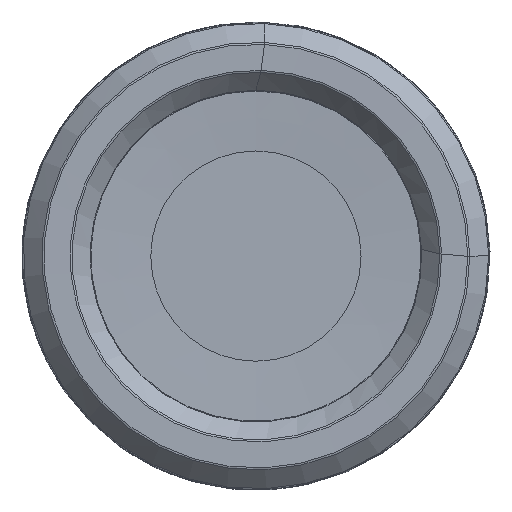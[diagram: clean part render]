
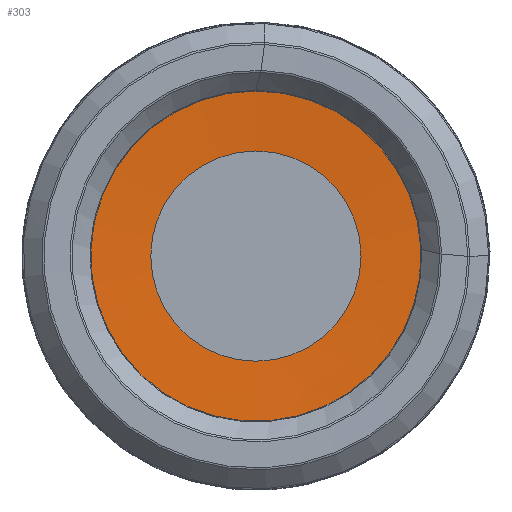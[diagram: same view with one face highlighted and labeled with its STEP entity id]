
A CAD part, left-side view. The second image highlights one B-rep face of the part: STEP entity #303.
In plain terms, the highlighted conical face has half-angle 87 degrees and reference radius 50.67 mm.
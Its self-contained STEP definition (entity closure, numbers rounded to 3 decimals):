
#59=CONICAL_SURFACE('',#911,50.67,87.);
#103=FACE_BOUND('',#429,.T.);
#104=FACE_BOUND('',#430,.T.);
#303=ADVANCED_FACE('',(#103,#104),#59,.F.);
#429=EDGE_LOOP('',(#662));
#430=EDGE_LOOP('',(#663));
#507=CIRCLE('',#909,50.67);
#508=CIRCLE('',#910,30.843);
#662=ORIENTED_EDGE('',*,*,#808,.F.);
#663=ORIENTED_EDGE('',*,*,#807,.T.);
#724=VERTEX_POINT('',#1805);
#725=VERTEX_POINT('',#1824);
#807=EDGE_CURVE('',#724,#724,#507,.T.);
#808=EDGE_CURVE('',#725,#725,#508,.T.);
#909=AXIS2_PLACEMENT_3D('',#1804,#1070,#1071);
#910=AXIS2_PLACEMENT_3D('',#1823,#1073,#1074);
#911=AXIS2_PLACEMENT_3D('',#1825,#1075,#1076);
#1070=DIRECTION('',(-1.,0.,0.));
#1071=DIRECTION('',(0.,0.,1.));
#1073=DIRECTION('',(-1.,0.,0.));
#1074=DIRECTION('',(0.,0.,1.));
#1075=DIRECTION('',(-1.,0.,0.));
#1076=DIRECTION('',(0.,0.,1.));
#1804=CARTESIAN_POINT('',(6.,0.,0.));
#1805=CARTESIAN_POINT('',(6.,0.,50.67));
#1823=CARTESIAN_POINT('',(7.039,0.,0.));
#1824=CARTESIAN_POINT('',(7.039,0.,30.843));
#1825=CARTESIAN_POINT('',(6.,0.,0.));
